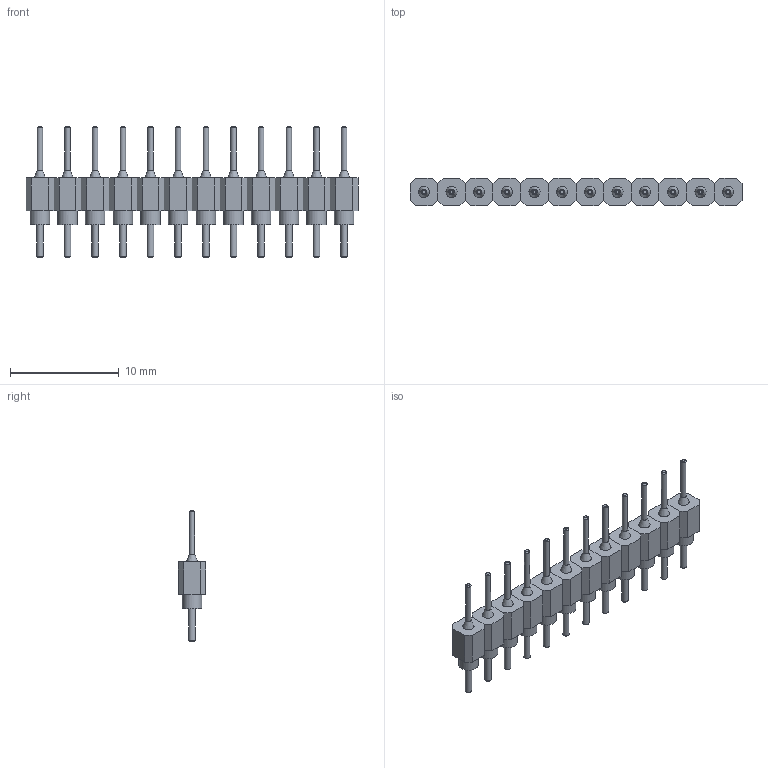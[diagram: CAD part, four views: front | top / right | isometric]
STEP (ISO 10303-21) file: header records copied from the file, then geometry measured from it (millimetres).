
FILE_DESCRIPTION(/* description */ (''),/* implementation_level */ '2;1');
FILE_NAME(/* name */ 'Round Male Pin Header v9 1x12.step',/* time_stamp */ '2022-04-11T17:14:26+02:00',/* author */ (''),/* organization */ (''),/* preprocessor_version */ 'ST-DEVELOPER v18.1',/* originating_system */ 'Autodesk Translation Framework v10.13.0.1454',/* authorisation */ '');
FILE_SCHEMA (('AUTOMOTIVE_DESIGN { 1 0 10303 214 3 1 1 }'));
Length unit declared in the file: millimetre
Products named in the file (4): Round Male Pin Header; Pin; Case; Component3
Assembly tree (3 placements, depth 2):
  Round Male Pin Header
    Pin
    Case
    Component3
Bounding box: 30.48 x 2.54 x 12 mm (x, y, z)
Volume: 276.4 mm3; surface area: 1082.1 mm2
Topology: 24 solids, 24 shells, 396 faces, 732 edges, 468 vertices
Faces by surface type: plane 228, cylinder 120, cone 48
Full cylindrical faces by diameter (mm): 0.5 x12, 0.6 x12, 1 x24, 1.38 x24, 1.48 x24, 1.78 x24
Entity records: 9928 total; most frequent: DIRECTION 1814, CARTESIAN_POINT 1603, ORIENTED_EDGE 1464, EDGE_CURVE 732, AXIS2_PLACEMENT_3D 679, EDGE_LOOP 504, VERTEX_POINT 468, LINE 456
